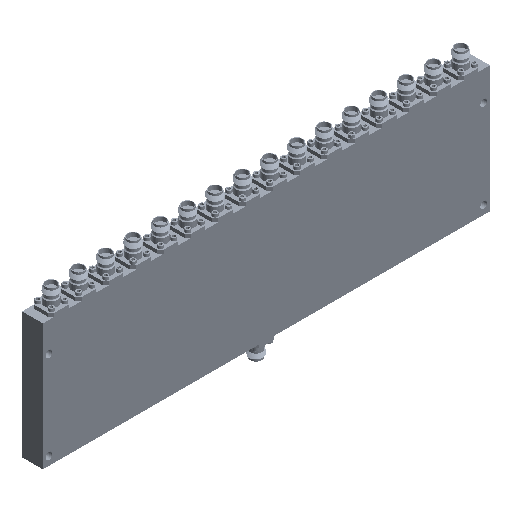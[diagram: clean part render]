
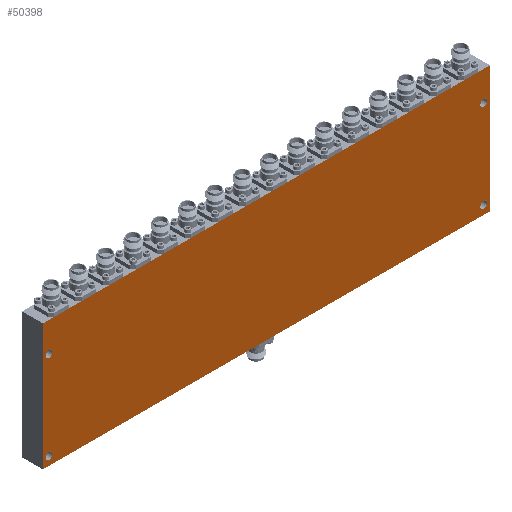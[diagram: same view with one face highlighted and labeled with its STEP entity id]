
A CAD part, isometric view. The second image highlights one B-rep face of the part: STEP entity #50398.
In plain terms, the highlighted planar face has unit normal (0, -1, 0).
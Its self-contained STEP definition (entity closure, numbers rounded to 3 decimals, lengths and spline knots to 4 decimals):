
#1162 = AXIS2_PLACEMENT_3D ( 'NONE', #250492, #34973, #234109 ) ;
#1534 = LINE ( 'NONE', #237284, #238006 ) ;
#2189 = CARTESIAN_POINT ( 'NONE',  ( 0., 0., 0. ) ) ;
#3402 = AXIS2_PLACEMENT_3D ( 'NONE', #250827, #110021, #130738 ) ;
#10037 = DIRECTION ( 'NONE',  ( 0., 1., 0. ) ) ;
#12411 = AXIS2_PLACEMENT_3D ( 'NONE', #108668, #10037, #167148 ) ;
#14470 = LINE ( 'NONE', #195769, #214244 ) ;
#18038 = AXIS2_PLACEMENT_3D ( 'NONE', #56570, #194060, #76361 ) ;
#18594 = VERTEX_POINT ( 'NONE', #179805 ) ;
#20410 = LINE ( 'NONE', #243053, #78764 ) ;
#27744 = CARTESIAN_POINT ( 'NONE',  ( 0., 0., -2.36 ) ) ;
#27822 = EDGE_LOOP ( 'NONE', ( #234033, #221824, #172597, #133439 ) ) ;
#34973 = DIRECTION ( 'NONE',  ( 0., -1., 0. ) ) ;
#35044 = DIRECTION ( 'NONE',  ( 0., 0., 1. ) ) ;
#35633 = EDGE_CURVE ( 'NONE', #107232, #231906, #14470, .T. ) ;
#36505 = VERTEX_POINT ( 'NONE', #210735 ) ;
#39464 = DIRECTION ( 'NONE',  ( 0., 1., 0. ) ) ;
#39471 = CARTESIAN_POINT ( 'NONE',  ( 0., 0., -2.36 ) ) ;
#40299 = CARTESIAN_POINT ( 'NONE',  ( 8.235, 0., -0.55 ) ) ;
#47318 = ORIENTED_EDGE ( 'NONE', *, *, #161909, .T. ) ;
#50398 = ADVANCED_FACE ( 'NONE', ( #135636, #200199, #83279, #194311, #246238 ), #113055, .T. ) ;
#53839 = CARTESIAN_POINT ( 'NONE',  ( 8.235, 0., -0.55 ) ) ;
#53945 = DIRECTION ( 'NONE',  ( 0., 1., 0. ) ) ;
#54802 = DIRECTION ( 'NONE',  ( 0., 0., 1. ) ) ;
#56111 = ORIENTED_EDGE ( 'NONE', *, *, #250828, .T. ) ;
#56570 = CARTESIAN_POINT ( 'NONE',  ( 8.235, 0., -2.2 ) ) ;
#57432 = VERTEX_POINT ( 'NONE', #147843 ) ;
#62756 = VERTEX_POINT ( 'NONE', #135280 ) ;
#62785 = ORIENTED_EDGE ( 'NONE', *, *, #115276, .T. ) ;
#66982 = CIRCLE ( 'NONE', #18038, 0.065 ) ;
#67169 = CARTESIAN_POINT ( 'NONE',  ( 8.35, 0., 0. ) ) ;
#69268 = DIRECTION ( 'NONE',  ( 0., 1., 0. ) ) ;
#74575 = CIRCLE ( 'NONE', #153763, 0.065 ) ;
#76361 = DIRECTION ( 'NONE',  ( 0., 0., 1. ) ) ;
#78764 = VECTOR ( 'NONE', #83318, 39.3701 ) ;
#80289 = VECTOR ( 'NONE', #242381, 39.3701 ) ;
#83279 = FACE_BOUND ( 'NONE', #117141, .T. ) ;
#83318 = DIRECTION ( 'NONE',  ( 0., 0., 1. ) ) ;
#85847 = EDGE_CURVE ( 'NONE', #18594, #62756, #161839, .T. ) ;
#87248 = EDGE_LOOP ( 'NONE', ( #47318, #199263 ) ) ;
#87888 = VERTEX_POINT ( 'NONE', #39471 ) ;
#89616 = CARTESIAN_POINT ( 'NONE',  ( 0.115, 0., -2.2 ) ) ;
#92775 = EDGE_LOOP ( 'NONE', ( #97745, #202248 ) ) ;
#97745 = ORIENTED_EDGE ( 'NONE', *, *, #85847, .T. ) ;
#98629 = DIRECTION ( 'NONE',  ( 0., 0., -1. ) ) ;
#99131 = AXIS2_PLACEMENT_3D ( 'NONE', #40299, #39464, #140752 ) ;
#99878 = DIRECTION ( 'NONE',  ( 1., 0., 0. ) ) ;
#104800 = EDGE_LOOP ( 'NONE', ( #203973, #229595 ) ) ;
#105073 = EDGE_CURVE ( 'NONE', #57432, #253686, #136210, .T. ) ;
#107028 = CARTESIAN_POINT ( 'NONE',  ( 0.115, 0., -2.2 ) ) ;
#107232 = VERTEX_POINT ( 'NONE', #67169 ) ;
#108668 = CARTESIAN_POINT ( 'NONE',  ( 0.115, 0., -0.55 ) ) ;
#108951 = CARTESIAN_POINT ( 'NONE',  ( 8.235, 0., -2.135 ) ) ;
#110021 = DIRECTION ( 'NONE',  ( 0., 1., 0. ) ) ;
#110675 = CARTESIAN_POINT ( 'NONE',  ( 0.115, 0., -0.55 ) ) ;
#112883 = CARTESIAN_POINT ( 'NONE',  ( 8.235, 0., -0.485 ) ) ;
#113055 = PLANE ( 'NONE',  #1162 ) ;
#115276 = EDGE_CURVE ( 'NONE', #171260, #36505, #164696, .T. ) ;
#117141 = EDGE_LOOP ( 'NONE', ( #56111, #62785 ) ) ;
#122694 = CIRCLE ( 'NONE', #12411, 0.065 ) ;
#130738 = DIRECTION ( 'NONE',  ( 0., 0., 1. ) ) ;
#130962 = DIRECTION ( 'NONE',  ( 0., 0., 1. ) ) ;
#132477 = EDGE_CURVE ( 'NONE', #87888, #242088, #20410, .T. ) ;
#133439 = ORIENTED_EDGE ( 'NONE', *, *, #135149, .F. ) ;
#135149 = EDGE_CURVE ( 'NONE', #242088, #107232, #1534, .T. ) ;
#135280 = CARTESIAN_POINT ( 'NONE',  ( 0.115, 0., -2.265 ) ) ;
#135497 = DIRECTION ( 'NONE',  ( 0., 1., 0. ) ) ;
#135636 = FACE_BOUND ( 'NONE', #92775, .T. ) ;
#136210 = CIRCLE ( 'NONE', #99131, 0.065 ) ;
#140752 = DIRECTION ( 'NONE',  ( 0., 0., 1. ) ) ;
#144291 = AXIS2_PLACEMENT_3D ( 'NONE', #107028, #69268, #244499 ) ;
#147843 = CARTESIAN_POINT ( 'NONE',  ( 8.235, 0., -0.615 ) ) ;
#152166 = AXIS2_PLACEMENT_3D ( 'NONE', #110675, #53945, #54802 ) ;
#153429 = EDGE_CURVE ( 'NONE', #239407, #246197, #237043, .T. ) ;
#153763 = AXIS2_PLACEMENT_3D ( 'NONE', #89616, #230479, #130962 ) ;
#158855 = CARTESIAN_POINT ( 'NONE',  ( 8.35, 0., -2.36 ) ) ;
#161148 = CARTESIAN_POINT ( 'NONE',  ( 8.235, 0., -2.265 ) ) ;
#161839 = CIRCLE ( 'NONE', #144291, 0.065 ) ;
#161909 = EDGE_CURVE ( 'NONE', #253686, #57432, #200595, .T. ) ;
#164696 = CIRCLE ( 'NONE', #152166, 0.065 ) ;
#166373 = LINE ( 'NONE', #27744, #80289 ) ;
#167148 = DIRECTION ( 'NONE',  ( 0., 0., 1. ) ) ;
#171260 = VERTEX_POINT ( 'NONE', #247709 ) ;
#172597 = ORIENTED_EDGE ( 'NONE', *, *, #35633, .F. ) ;
#175874 = EDGE_CURVE ( 'NONE', #62756, #18594, #74575, .T. ) ;
#179805 = CARTESIAN_POINT ( 'NONE',  ( 0.115, 0., -2.135 ) ) ;
#194060 = DIRECTION ( 'NONE',  ( 0., 1., 0. ) ) ;
#194311 = FACE_BOUND ( 'NONE', #87248, .T. ) ;
#195769 = CARTESIAN_POINT ( 'NONE',  ( 8.35, 0., 0. ) ) ;
#199263 = ORIENTED_EDGE ( 'NONE', *, *, #105073, .T. ) ;
#200199 = FACE_BOUND ( 'NONE', #104800, .T. ) ;
#200595 = CIRCLE ( 'NONE', #246706, 0.065 ) ;
#202248 = ORIENTED_EDGE ( 'NONE', *, *, #175874, .T. ) ;
#203973 = ORIENTED_EDGE ( 'NONE', *, *, #219562, .T. ) ;
#210735 = CARTESIAN_POINT ( 'NONE',  ( 0.115, 0., -0.485 ) ) ;
#214244 = VECTOR ( 'NONE', #98629, 39.3701 ) ;
#219562 = EDGE_CURVE ( 'NONE', #246197, #239407, #66982, .T. ) ;
#221824 = ORIENTED_EDGE ( 'NONE', *, *, #233979, .F. ) ;
#229595 = ORIENTED_EDGE ( 'NONE', *, *, #153429, .T. ) ;
#230479 = DIRECTION ( 'NONE',  ( 0., 1., 0. ) ) ;
#231906 = VERTEX_POINT ( 'NONE', #158855 ) ;
#233979 = EDGE_CURVE ( 'NONE', #231906, #87888, #166373, .T. ) ;
#234033 = ORIENTED_EDGE ( 'NONE', *, *, #132477, .F. ) ;
#234109 = DIRECTION ( 'NONE',  ( 0., 0., -1. ) ) ;
#237043 = CIRCLE ( 'NONE', #3402, 0.065 ) ;
#237284 = CARTESIAN_POINT ( 'NONE',  ( 0., 0., 0. ) ) ;
#238006 = VECTOR ( 'NONE', #99878, 39.3701 ) ;
#239407 = VERTEX_POINT ( 'NONE', #161148 ) ;
#242088 = VERTEX_POINT ( 'NONE', #2189 ) ;
#242381 = DIRECTION ( 'NONE',  ( -1., 0., 0. ) ) ;
#243053 = CARTESIAN_POINT ( 'NONE',  ( 0., 0., 0. ) ) ;
#244499 = DIRECTION ( 'NONE',  ( 0., 0., 1. ) ) ;
#246197 = VERTEX_POINT ( 'NONE', #108951 ) ;
#246238 = FACE_OUTER_BOUND ( 'NONE', #27822, .T. ) ;
#246706 = AXIS2_PLACEMENT_3D ( 'NONE', #53839, #135497, #35044 ) ;
#247709 = CARTESIAN_POINT ( 'NONE',  ( 0.115, 0., -0.615 ) ) ;
#250492 = CARTESIAN_POINT ( 'NONE',  ( 0., 0., 0. ) ) ;
#250827 = CARTESIAN_POINT ( 'NONE',  ( 8.235, 0., -2.2 ) ) ;
#250828 = EDGE_CURVE ( 'NONE', #36505, #171260, #122694, .T. ) ;
#253686 = VERTEX_POINT ( 'NONE', #112883 ) ;
